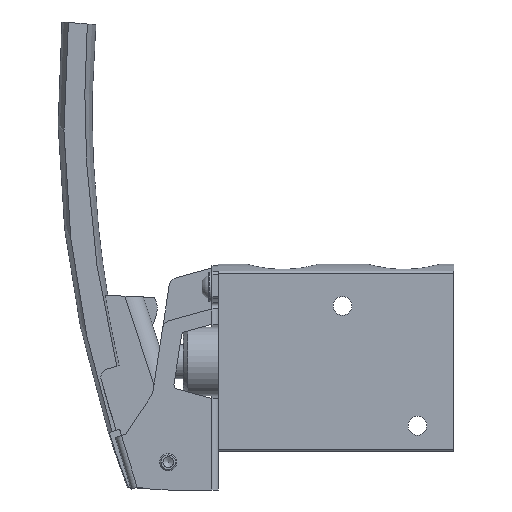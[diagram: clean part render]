
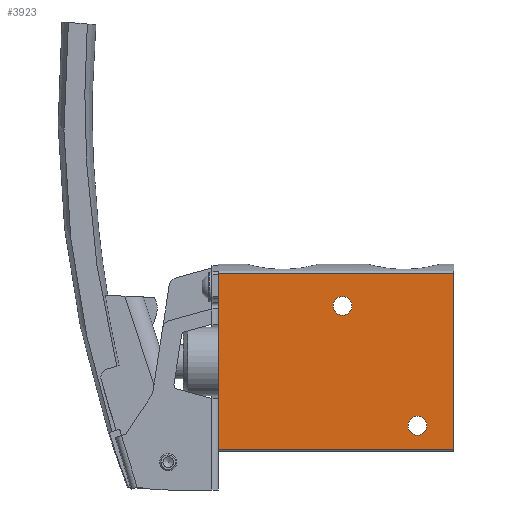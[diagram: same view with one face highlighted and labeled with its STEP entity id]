
A CAD part, left-side view. The second image highlights one B-rep face of the part: STEP entity #3923.
In plain terms, the highlighted face is planar.
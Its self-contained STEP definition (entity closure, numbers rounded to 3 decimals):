
#100=PLANE('',#4221);
#211=LINE('',#6041,#512);
#212=LINE('',#6049,#513);
#213=LINE('',#6051,#514);
#214=LINE('',#6053,#515);
#512=VECTOR('',#4725,1000.);
#513=VECTOR('',#4734,1000.);
#514=VECTOR('',#4735,1000.);
#515=VECTOR('',#4736,1000.);
#813=CIRCLE('',#4222,2.2);
#814=CIRCLE('',#4223,2.2);
#1051=ORIENTED_EDGE('',*,*,#2177,.F.);
#1052=ORIENTED_EDGE('',*,*,#2178,.F.);
#1053=ORIENTED_EDGE('',*,*,#2179,.T.);
#1054=ORIENTED_EDGE('',*,*,#2180,.F.);
#1055=ORIENTED_EDGE('',*,*,#2181,.F.);
#1056=ORIENTED_EDGE('',*,*,#2175,.T.);
#2175=EDGE_CURVE('',#2738,#2737,#211,.T.);
#2177=EDGE_CURVE('',#2739,#2739,#813,.T.);
#2178=EDGE_CURVE('',#2740,#2740,#814,.T.);
#2179=EDGE_CURVE('',#2737,#2741,#212,.T.);
#2180=EDGE_CURVE('',#2742,#2741,#213,.T.);
#2181=EDGE_CURVE('',#2738,#2742,#214,.T.);
#2737=VERTEX_POINT('',#6040);
#2738=VERTEX_POINT('',#6042);
#2739=VERTEX_POINT('',#6046);
#2740=VERTEX_POINT('',#6048);
#2741=VERTEX_POINT('',#6050);
#2742=VERTEX_POINT('',#6052);
#3161=EDGE_LOOP('',(#1051));
#3162=EDGE_LOOP('',(#1052));
#3163=EDGE_LOOP('',(#1053,#1054,#1055,#1056));
#3488=FACE_BOUND('',#3161,.T.);
#3489=FACE_BOUND('',#3162,.T.);
#3490=FACE_BOUND('',#3163,.T.);
#3923=ADVANCED_FACE('',(#3488,#3489,#3490),#100,.F.);
#4221=AXIS2_PLACEMENT_3D('',#6044,#4728,#4729);
#4222=AXIS2_PLACEMENT_3D('',#6045,#4730,#4731);
#4223=AXIS2_PLACEMENT_3D('',#6047,#4732,#4733);
#4725=DIRECTION('',(0.,-1.,0.));
#4728=DIRECTION('',(0.,0.,-1.));
#4729=DIRECTION('',(-1.,0.,0.));
#4730=DIRECTION('',(0.,0.,1.));
#4731=DIRECTION('',(1.,0.,0.));
#4732=DIRECTION('',(0.,0.,1.));
#4733=DIRECTION('',(1.,0.,0.));
#4734=DIRECTION('',(1.,0.,0.));
#4735=DIRECTION('',(0.,-1.,0.));
#4736=DIRECTION('',(1.,0.,0.));
#6040=CARTESIAN_POINT('',(-20.5,0.,10.));
#6041=CARTESIAN_POINT('',(-20.5,55.,10.));
#6042=CARTESIAN_POINT('',(-20.5,55.,10.));
#6044=CARTESIAN_POINT('',(-20.5,55.,10.));
#6045=CARTESIAN_POINT('',(13.,26.,10.));
#6046=CARTESIAN_POINT('',(15.2,26.,10.));
#6047=CARTESIAN_POINT('',(-15.,8.5,10.));
#6048=CARTESIAN_POINT('',(-12.8,8.5,10.));
#6049=CARTESIAN_POINT('',(-20.5,0.,10.));
#6050=CARTESIAN_POINT('',(20.644,0.,10.));
#6051=CARTESIAN_POINT('',(20.644,55.,10.));
#6052=CARTESIAN_POINT('',(20.644,55.,10.));
#6053=CARTESIAN_POINT('',(-20.5,55.,10.));
